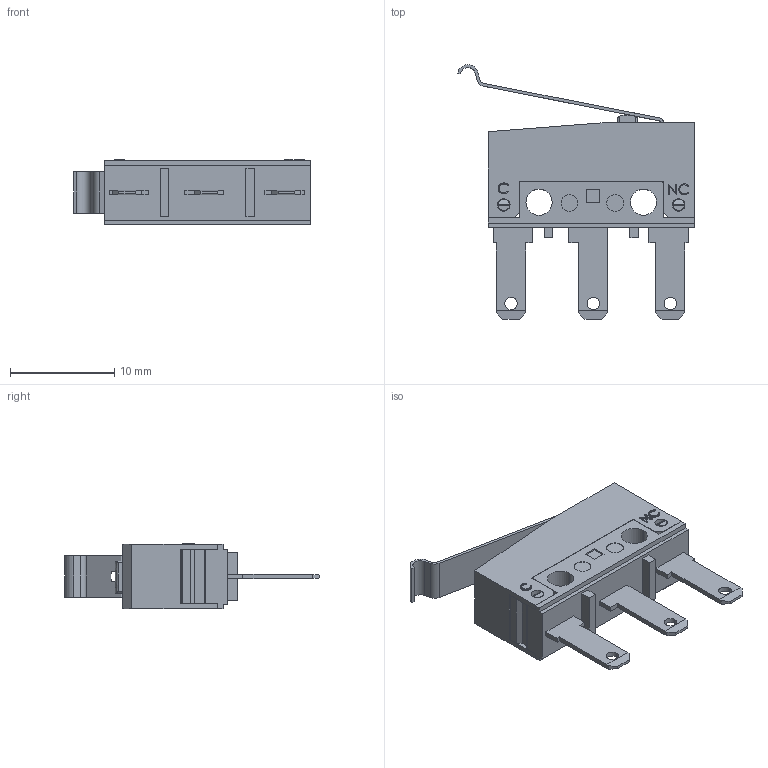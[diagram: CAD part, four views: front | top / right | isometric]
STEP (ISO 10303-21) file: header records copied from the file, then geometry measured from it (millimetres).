
FILE_DESCRIPTION (( 'STEP AP214' ), '1' );
FILE_NAME ('Microswitch-SS-3GL13SL.STEP', '2018-02-13T22:46:13', ( '' ), ( '' ), 'SwSTEP 2.0', 'SolidWorks 2018', '' );
FILE_SCHEMA (( 'AUTOMOTIVE_DESIGN' ));
Length unit declared in the file: millimetre
Products named in the file (5): Microswitch-SS-3GL13SL; switch_lever; limit-switch-bottomcase; limit-switch-top-case; pins
Assembly tree (4 placements, depth 2):
  Microswitch-SS-3GL13SL
    limit-switch-bottomcase
    limit-switch-top-case
    pins
    switch_lever
Bounding box: 22.67 x 24.36 x 6.3 mm (x, y, z)
Volume: 678.8 mm3; surface area: 1897.8 mm2
Topology: 6 solids, 6 shells, 283 faces, 750 edges, 500 vertices
Faces by surface type: plane 199, cylinder 57, bspline 27
Entity records: 10733 total; most frequent: CARTESIAN_POINT 3575, ORIENTED_EDGE 1500, DIRECTION 1304, EDGE_CURVE 750, VECTOR 574, LINE 574, VERTEX_POINT 500, AXIS2_PLACEMENT_3D 365
